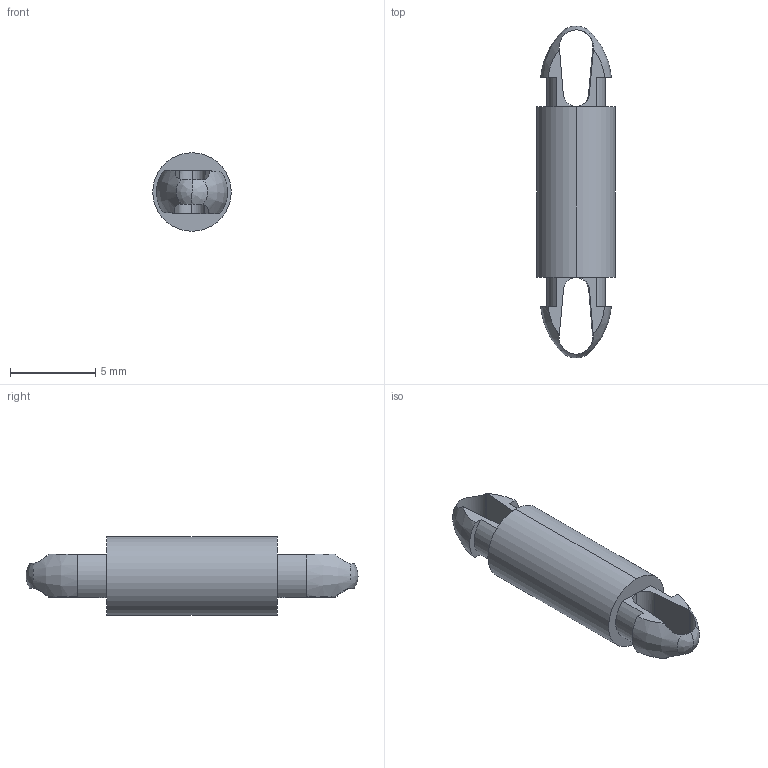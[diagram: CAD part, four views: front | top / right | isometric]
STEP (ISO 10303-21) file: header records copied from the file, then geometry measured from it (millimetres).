
FILE_DESCRIPTION (( 'STEP AP203' ), '1' );
FILE_NAME ('10015582.step', '2023-07-11T22:06:53', ( '' ), ( '' ), 'SwSTEP 2.0', 'SolidWorks 2021', '' );
FILE_SCHEMA (( 'CONFIG_CONTROL_DESIGN' ));
Length unit declared in the file: millimetre
Products named in the file (4): 10015582-2; 10015582; 10015582-1; 10015582-3
Assembly tree (3 placements, depth 2):
  10015582
    10015582-1
    10015582-2
    10015582-3
Bounding box: 4.6 x 19.44 x 4.6 mm (x, y, z)
Volume: 196.7 mm3; surface area: 312.8 mm2
Topology: 3 solids, 3 shells, 46 faces, 126 edges, 82 vertices
Faces by surface type: plane 22, cylinder 16, bspline 8
Entity records: 2020 total; most frequent: CARTESIAN_POINT 588, ORIENTED_EDGE 244, DIRECTION 178, EDGE_CURVE 122, VERTEX_POINT 82, AXIS2_PLACEMENT_3D 64, LINE 50, VECTOR 50
